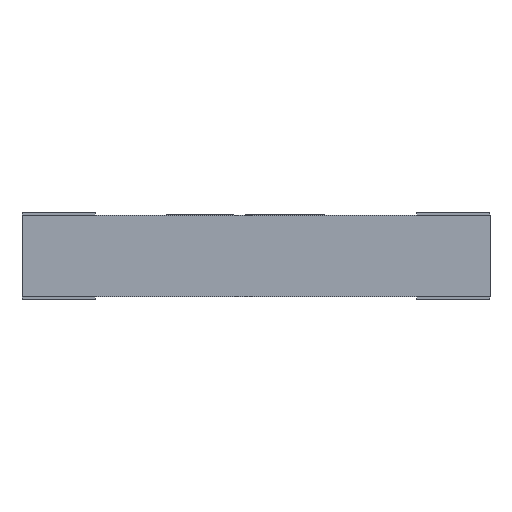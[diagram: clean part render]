
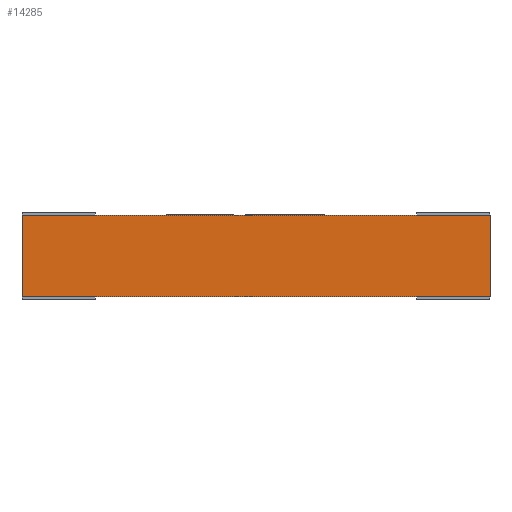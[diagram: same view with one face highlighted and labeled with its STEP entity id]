
A CAD part, front view. The second image highlights one B-rep face of the part: STEP entity #14285.
In plain terms, the highlighted planar face has unit normal (0, -1, 0).
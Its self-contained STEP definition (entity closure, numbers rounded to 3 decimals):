
#93 = DIRECTION ( 'NONE',  ( 1., 0., 0. ) ) ;
#287 = CARTESIAN_POINT ( 'NONE',  ( -1.6, -0.85, 0.02 ) ) ;
#327 = CARTESIAN_POINT ( 'NONE',  ( -1.6, -0.85, 0.58 ) ) ;
#667 = VECTOR ( 'NONE', #9787, 1000. ) ;
#780 = VERTEX_POINT ( 'NONE', #2932 ) ;
#1527 = EDGE_CURVE ( 'NONE', #14707, #11187, #12003, .T. ) ;
#2132 = DIRECTION ( 'NONE',  ( 0., 0., 1. ) ) ;
#2932 = CARTESIAN_POINT ( 'NONE',  ( 1.6, -0.85, 0.02 ) ) ;
#3788 = EDGE_LOOP ( 'NONE', ( #12444, #6679, #9901, #14973 ) ) ;
#3961 = DIRECTION ( 'NONE',  ( 1., 0., 0. ) ) ;
#4033 = CARTESIAN_POINT ( 'NONE',  ( -1.6, -0.85, 0.58 ) ) ;
#4038 = CARTESIAN_POINT ( 'NONE',  ( 1.6, -0.85, 0.58 ) ) ;
#4299 = EDGE_CURVE ( 'NONE', #11187, #780, #5875, .T. ) ;
#4678 = FACE_OUTER_BOUND ( 'NONE', #3788, .T. ) ;
#5204 = VECTOR ( 'NONE', #11502, 1000. ) ;
#5323 = LINE ( 'NONE', #4038, #5204 ) ;
#5860 = VECTOR ( 'NONE', #3961, 1000. ) ;
#5875 = LINE ( 'NONE', #10527, #5950 ) ;
#5950 = VECTOR ( 'NONE', #93, 1000. ) ;
#6095 = LINE ( 'NONE', #327, #5860 ) ;
#6679 = ORIENTED_EDGE ( 'NONE', *, *, #13068, .F. ) ;
#7472 = CARTESIAN_POINT ( 'NONE',  ( -1.6, -0.85, 0.58 ) ) ;
#9787 = DIRECTION ( 'NONE',  ( 0., 0., -1. ) ) ;
#9901 = ORIENTED_EDGE ( 'NONE', *, *, #14714, .F. ) ;
#10527 = CARTESIAN_POINT ( 'NONE',  ( -1.6, -0.85, 0.02 ) ) ;
#10714 = CARTESIAN_POINT ( 'NONE',  ( 1.6, -0.85, 0.58 ) ) ;
#11181 = VERTEX_POINT ( 'NONE', #10714 ) ;
#11187 = VERTEX_POINT ( 'NONE', #287 ) ;
#11225 = DIRECTION ( 'NONE',  ( 0., 1., 0. ) ) ;
#11502 = DIRECTION ( 'NONE',  ( 0., 0., -1. ) ) ;
#12003 = LINE ( 'NONE', #7472, #667 ) ;
#12444 = ORIENTED_EDGE ( 'NONE', *, *, #4299, .T. ) ;
#12663 = AXIS2_PLACEMENT_3D ( 'NONE', #14931, #11225, #2132 ) ;
#13068 = EDGE_CURVE ( 'NONE', #11181, #780, #5323, .T. ) ;
#13977 = PLANE ( 'NONE',  #12663 ) ;
#14285 = ADVANCED_FACE ( 'NONE', ( #4678 ), #13977, .F. ) ;
#14707 = VERTEX_POINT ( 'NONE', #4033 ) ;
#14714 = EDGE_CURVE ( 'NONE', #14707, #11181, #6095, .T. ) ;
#14931 = CARTESIAN_POINT ( 'NONE',  ( -1.6, -0.85, 0.58 ) ) ;
#14973 = ORIENTED_EDGE ( 'NONE', *, *, #1527, .T. ) ;
